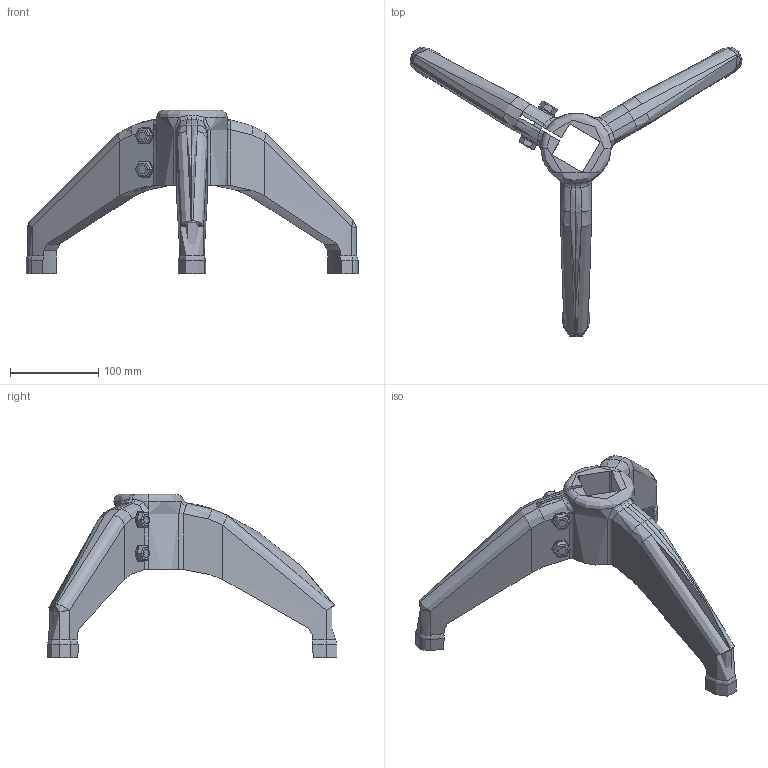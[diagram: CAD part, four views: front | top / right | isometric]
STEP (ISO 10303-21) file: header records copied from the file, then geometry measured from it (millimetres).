
FILE_DESCRIPTION(('STEP AP214'),'1');
FILE_NAME('C_0200_85108_85109.stp','2016-09-21T09:41:13',(' '),(' '),'Spatial InterOp 3D',' ',' ');
FILE_SCHEMA(('automotive_design'));
Length unit declared in the file: millimetre
Products named in the file (11): C_0200_85108_85109; C_0200_80271_80753; Component1; Component2; Component3; Component4; Component5; Component6; Component7; Component8; Component9
Assembly tree (10 placements, depth 2):
  C_0200_85108_85109
    C_0200_80271_80753
    Component1
    Component2
    Component3
    Component4
    Component5
    Component6
    Component7
    Component8
    Component9
Bounding box: 375.39 x 326.85 x 185 mm (x, y, z)
Volume: 1410579.1 mm3
Topology: 10 solids, 16 shells, 389 faces, 871 edges, 522 vertices
Faces by surface type: cylinder 129, torus 97, plane 80, cone 46, bspline 37
Full cylindrical faces by diameter (mm): 10 x2
Entity records: 19077 total; most frequent: CARTESIAN_POINT 7028, DIRECTION 1897, ORIENTED_EDGE 1744, EDGE_CURVE 876, AXIS2_PLACEMENT_3D 832, VERTEX_POINT 524, CIRCLE 455, EDGE_LOOP 421
